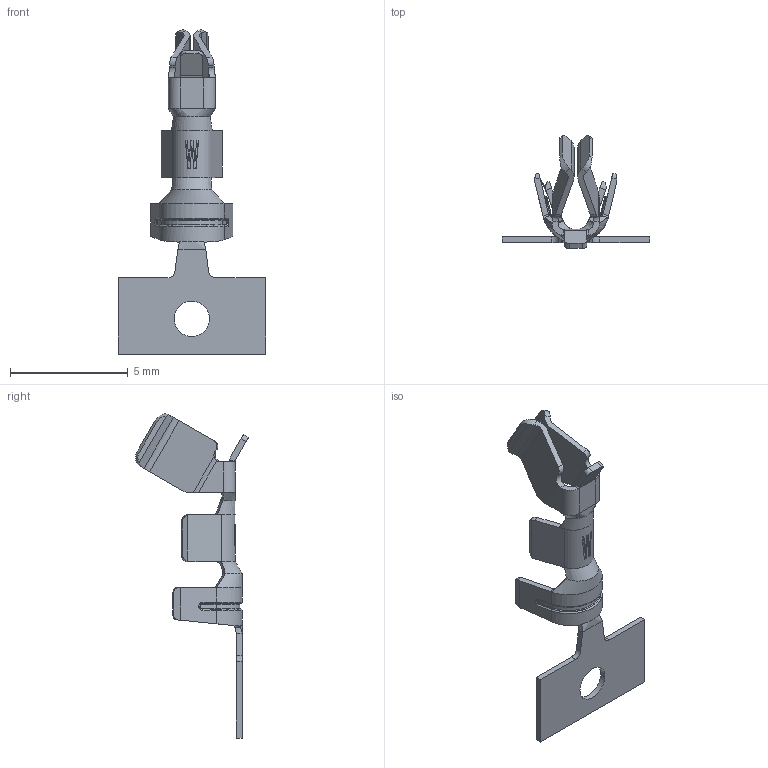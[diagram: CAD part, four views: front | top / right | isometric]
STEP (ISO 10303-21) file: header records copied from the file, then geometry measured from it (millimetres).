
FILE_DESCRIPTION( ('This file contains a STEP AP42 implementation' ,'as created by ZW3D STEP Interface translator.') ,'2;1' );
FILE_NAME( 'MJE06P-FTCGX01.stp' ,'231225.101738', (''), ('ZWCAD Software Co.'), 'Version 1.0', 'ZW3D to STEP translator', '' );
FILE_SCHEMA(('AUTOMOTIVE_DESIGN { 1 0 10303 214 1 1 1 1 }'));
Length unit declared in the file: millimetre
Products named in the file (1): 0
Bounding box: 6.26 x 4.8 x 13.79 mm (x, y, z)
Volume: 16.9 mm3; surface area: 156.9 mm2
Topology: 1 solids, 1 shells, 270 faces, 718 edges, 451 vertices
Faces by surface type: cylinder 101, plane 93, bspline 41, torus 35
Full cylindrical faces by diameter (mm): 1.5 x1
Entity records: 11916 total; most frequent: CARTESIAN_POINT 5265, ORIENTED_EDGE 1436, DIRECTION 1196, EDGE_CURVE 718, VERTEX_POINT 451, AXIS2_PLACEMENT_3D 424, VECTOR 348, LINE 348
